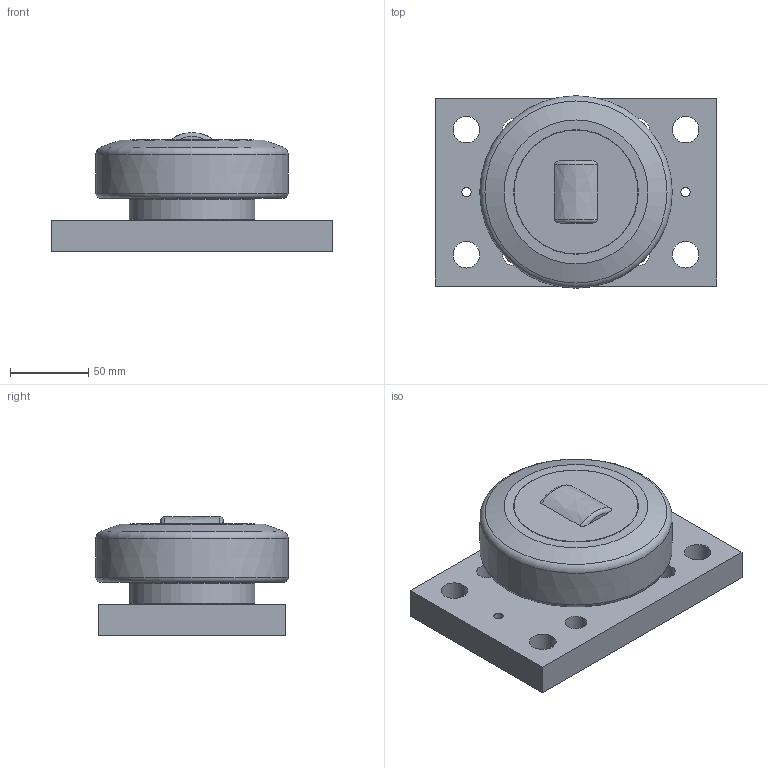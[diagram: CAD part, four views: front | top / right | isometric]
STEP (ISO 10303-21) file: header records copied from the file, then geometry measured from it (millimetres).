
FILE_DESCRIPTION((''),'2;1');
FILE_NAME('TR 120.0200 BR1100.stp','2013-09-26T14:52:45',('hipp'),(''),'Autodesk Inventor 2013','Autodesk Inventor 2013','');
FILE_SCHEMA(('AUTOMOTIVE_DESIGN { 1 0 10303 214 1 1 1 1 }'));
Length unit declared in the file: millimetre
Products named in the file (1): TR 120.0200 BR1100_Shrinkwrap_1
Bounding box: 180 x 122.95 x 76.1 mm (x, y, z)
Volume: 880941.4 mm3; surface area: 95063.6 mm2
Topology: 1 solids, 1 shells, 42 faces, 97 edges, 64 vertices
Faces by surface type: cylinder 15, plane 14, cone 6, torus 5, bspline 2
Full cylindrical faces by diameter (mm): 3 x1, 6 x2, 13.835 x4, 17 x4, 60 x1, 80 x1
Entity records: 1258 total; most frequent: CARTESIAN_POINT 305, DIRECTION 186, ORIENTED_EDGE 138, EDGE_LOOP 91, AXIS2_PLACEMENT_3D 85, EDGE_CURVE 69, VERTEX_POINT 58, FACE_BOUND 49
